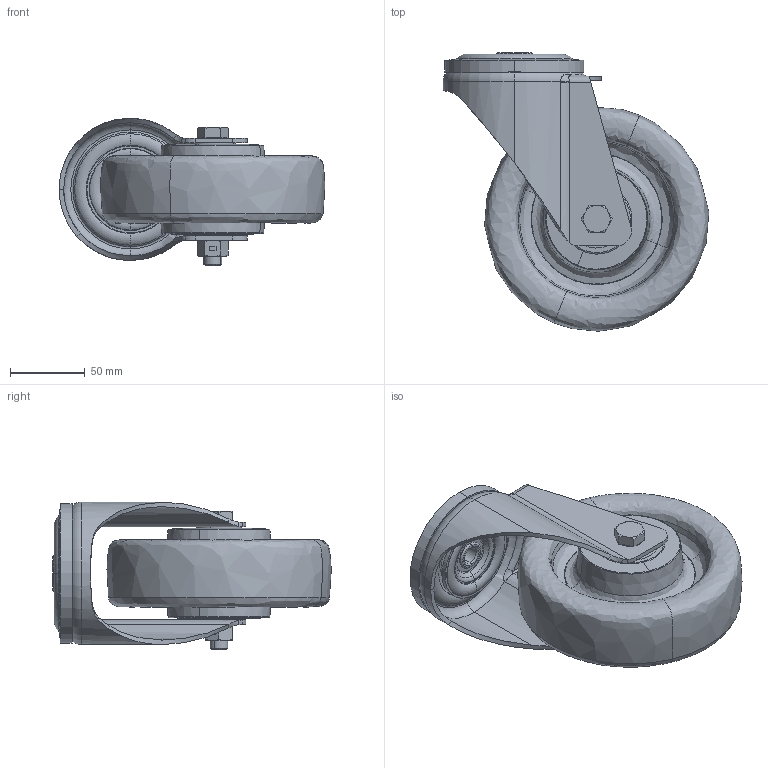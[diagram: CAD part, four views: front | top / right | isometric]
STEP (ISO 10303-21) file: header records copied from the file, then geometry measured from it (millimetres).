
FILE_DESCRIPTION (( 'STEP AP214' ), '1' );
FILE_NAME ('0055864.step', '2023-09-26T08:45:13', ( '' ), ( '' ), 'SwSTEP 2.0', 'SolidWorks 2020', '' );
FILE_SCHEMA (( 'AUTOMOTIVE_DESIGN' ));
Length unit declared in the file: millimetre
Products named in the file (1): 0055864
Bounding box: 177.36 x 185.96 x 98.5 mm (x, y, z)
Volume: 761964.3 mm3; surface area: 254593.7 mm2
Topology: 28 solids, 29 shells, 553 faces, 1259 edges, 755 vertices
Faces by surface type: plane 123, cylinder 121, torus 102, cone 95, bspline 88, sphere 24
Entity records: 28556 total; most frequent: CARTESIAN_POINT 10289, DIRECTION 2550, ORIENTED_EDGE 2422, EDGE_CURVE 1211, AXIS2_PLACEMENT_3D 1115, VERTEX_POINT 731, CIRCLE 649, EDGE_LOOP 612
